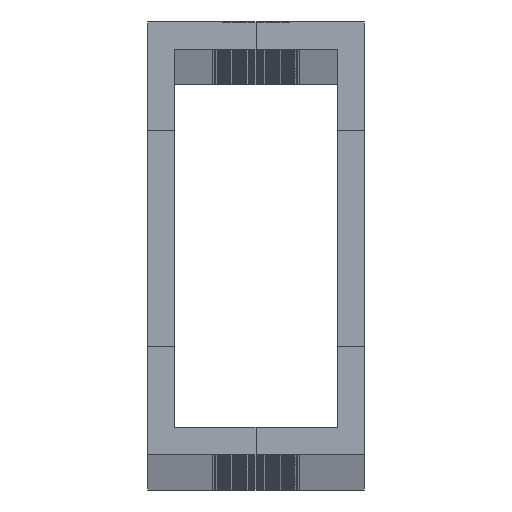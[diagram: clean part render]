
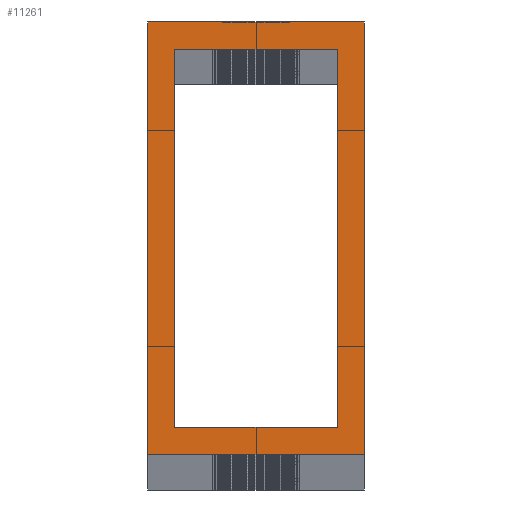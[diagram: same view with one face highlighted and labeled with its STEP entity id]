
A CAD part, top view. The second image highlights one B-rep face of the part: STEP entity #11261.
In plain terms, the highlighted planar face has unit normal (0, 0, 1).
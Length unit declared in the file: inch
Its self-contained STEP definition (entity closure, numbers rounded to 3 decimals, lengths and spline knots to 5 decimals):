
#834 = LINE ( 'NONE', #13774, #36758 ) ;
#949 = CARTESIAN_POINT ( 'NONE',  ( 0.0625, 0.9375, 47. ) ) ;
#964 = CARTESIAN_POINT ( 'NONE',  ( 0., 0., 47. ) ) ;
#1215 = VERTEX_POINT ( 'NONE', #33519 ) ;
#1531 = EDGE_CURVE ( 'NONE', #41889, #15912, #17083, .T. ) ;
#1709 = CARTESIAN_POINT ( 'NONE',  ( 0.0625, 0.0625, 47. ) ) ;
#1739 = DIRECTION ( 'NONE',  ( 0., 1., 0. ) ) ;
#2136 = DIRECTION ( 'NONE',  ( 1., 0., 0. ) ) ;
#2877 = ORIENTED_EDGE ( 'NONE', *, *, #27480, .T. ) ;
#4127 = CARTESIAN_POINT ( 'NONE',  ( 0.0625, 0.0625, 47. ) ) ;
#4129 = CARTESIAN_POINT ( 'NONE',  ( 0., 1., 47. ) ) ;
#5684 = CARTESIAN_POINT ( 'NONE',  ( 0., 0., 47. ) ) ;
#7513 = DIRECTION ( 'NONE',  ( 0., -1., 0. ) ) ;
#7599 = VECTOR ( 'NONE', #23689, 39.37008 ) ;
#8121 = DIRECTION ( 'NONE',  ( 1., 0., 0. ) ) ;
#8343 = DIRECTION ( 'NONE',  ( 0., -1., 0. ) ) ;
#8706 = VERTEX_POINT ( 'NONE', #29071 ) ;
#9237 = EDGE_CURVE ( 'NONE', #8706, #29881, #24325, .T. ) ;
#9257 = VECTOR ( 'NONE', #28619, 39.37008 ) ;
#11094 = CARTESIAN_POINT ( 'NONE',  ( 0., 0., 47. ) ) ;
#11261 = ADVANCED_FACE ( 'NONE', ( #15311, #28703 ), #34885, .F. ) ;
#11503 = VERTEX_POINT ( 'NONE', #33803 ) ;
#12282 = EDGE_LOOP ( 'NONE', ( #32241, #15979, #14826, #21980 ) ) ;
#12739 = EDGE_LOOP ( 'NONE', ( #15453, #34699, #2877, #32695 ) ) ;
#13418 = VECTOR ( 'NONE', #8121, 39.37008 ) ;
#13774 = CARTESIAN_POINT ( 'NONE',  ( 0.0625, 0.9375, 47. ) ) ;
#14826 = ORIENTED_EDGE ( 'NONE', *, *, #16695, .F. ) ;
#15311 = FACE_OUTER_BOUND ( 'NONE', #12739, .T. ) ;
#15453 = ORIENTED_EDGE ( 'NONE', *, *, #9237, .T. ) ;
#15728 = DIRECTION ( 'NONE',  ( 0., 0., -1. ) ) ;
#15912 = VERTEX_POINT ( 'NONE', #4127 ) ;
#15959 = VECTOR ( 'NONE', #7513, 39.37008 ) ;
#15979 = ORIENTED_EDGE ( 'NONE', *, *, #28255, .F. ) ;
#16410 = CARTESIAN_POINT ( 'NONE',  ( 0.5, 1., 47. ) ) ;
#16695 = EDGE_CURVE ( 'NONE', #1215, #11503, #18218, .T. ) ;
#17083 = LINE ( 'NONE', #949, #15959 ) ;
#18218 = LINE ( 'NONE', #18850, #9257 ) ;
#18850 = CARTESIAN_POINT ( 'NONE',  ( 0.4375, 0.9375, 47. ) ) ;
#19785 = EDGE_CURVE ( 'NONE', #29881, #40607, #27682, .T. ) ;
#21980 = ORIENTED_EDGE ( 'NONE', *, *, #34730, .F. ) ;
#22152 = VECTOR ( 'NONE', #8343, 39.37008 ) ;
#22763 = EDGE_CURVE ( 'NONE', #37362, #8706, #36440, .T. ) ;
#23689 = DIRECTION ( 'NONE',  ( -1., 0., 0. ) ) ;
#24325 = LINE ( 'NONE', #964, #22152 ) ;
#25109 = CARTESIAN_POINT ( 'NONE',  ( 0.5, 0., 47. ) ) ;
#26745 = DIRECTION ( 'NONE',  ( -1., 0., 0. ) ) ;
#27480 = EDGE_CURVE ( 'NONE', #40607, #37362, #40631, .T. ) ;
#27677 = AXIS2_PLACEMENT_3D ( 'NONE', #28293, #15728, #41259 ) ;
#27682 = LINE ( 'NONE', #11094, #13418 ) ;
#28255 = EDGE_CURVE ( 'NONE', #11503, #41889, #834, .T. ) ;
#28293 = CARTESIAN_POINT ( 'NONE',  ( 0., 0., 47. ) ) ;
#28619 = DIRECTION ( 'NONE',  ( 0., 1., 0. ) ) ;
#28703 = FACE_BOUND ( 'NONE', #12282, .T. ) ;
#29071 = CARTESIAN_POINT ( 'NONE',  ( 0., 1., 47. ) ) ;
#29881 = VERTEX_POINT ( 'NONE', #5684 ) ;
#32233 = CARTESIAN_POINT ( 'NONE',  ( 0.0625, 0.9375, 47. ) ) ;
#32241 = ORIENTED_EDGE ( 'NONE', *, *, #1531, .F. ) ;
#32695 = ORIENTED_EDGE ( 'NONE', *, *, #22763, .T. ) ;
#32750 = VECTOR ( 'NONE', #2136, 39.37008 ) ;
#33519 = CARTESIAN_POINT ( 'NONE',  ( 0.4375, 0.0625, 47. ) ) ;
#33803 = CARTESIAN_POINT ( 'NONE',  ( 0.4375, 0.9375, 47. ) ) ;
#34699 = ORIENTED_EDGE ( 'NONE', *, *, #19785, .T. ) ;
#34730 = EDGE_CURVE ( 'NONE', #15912, #1215, #34856, .T. ) ;
#34856 = LINE ( 'NONE', #1709, #32750 ) ;
#34885 = PLANE ( 'NONE',  #27677 ) ;
#36440 = LINE ( 'NONE', #4129, #7599 ) ;
#36758 = VECTOR ( 'NONE', #26745, 39.37008 ) ;
#36963 = VECTOR ( 'NONE', #1739, 39.37008 ) ;
#37362 = VERTEX_POINT ( 'NONE', #16410 ) ;
#39459 = CARTESIAN_POINT ( 'NONE',  ( 0.5, 0., 47. ) ) ;
#40607 = VERTEX_POINT ( 'NONE', #39459 ) ;
#40631 = LINE ( 'NONE', #25109, #36963 ) ;
#41259 = DIRECTION ( 'NONE',  ( -1., 0., 0. ) ) ;
#41889 = VERTEX_POINT ( 'NONE', #32233 ) ;
